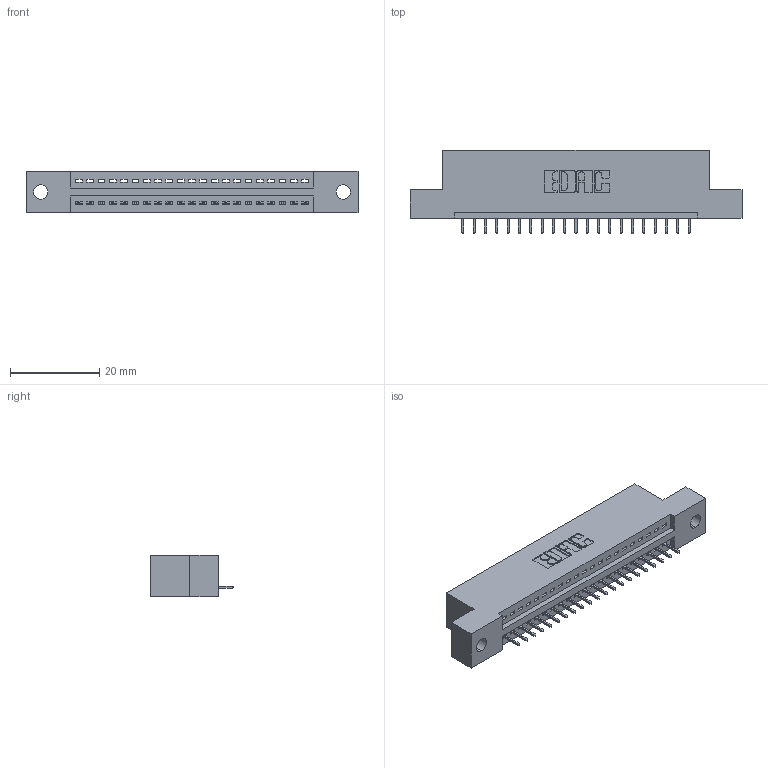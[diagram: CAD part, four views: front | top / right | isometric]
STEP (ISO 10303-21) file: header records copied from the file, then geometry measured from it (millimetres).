
FILE_DESCRIPTION (( 'STEP AP203' ), '1' );
FILE_NAME ('895-021-525-102.STEP', '2020-09-25T09:01:57', ( '' ), ( '' ), 'SwSTEP 2.0', 'SolidWorks 2020', '' );
FILE_SCHEMA (( 'CONFIG_CONTROL_DESIGN' ));
Length unit declared in the file: inch
Products named in the file (3): 345-292-001_345-293-125; 845 Part_Flush Mounting Lugs - 0.128 Dia; 895-021-525-102
Assembly tree (22 placements, depth 2):
  895-021-525-102
    845 Part_Flush Mounting Lugs - 0.128 Dia
    345-292-001_345-293-125  x21
Bounding box: 74.55 x 18.72 x 9.4 mm (x, y, z)
Volume: 6786.3 mm3; surface area: 8175.5 mm2
Topology: 22 solids, 22 shells, 1428 faces, 4121 edges, 2662 vertices
Faces by surface type: plane 1046, cylinder 382
Entity records: 18709 total; most frequent: CARTESIAN_POINT 3247, ORIENTED_EDGE 3202, DIRECTION 2867, EDGE_CURVE 1601, LINE 1389, VECTOR 1389, VERTEX_POINT 1062, AXIS2_PLACEMENT_3D 739
